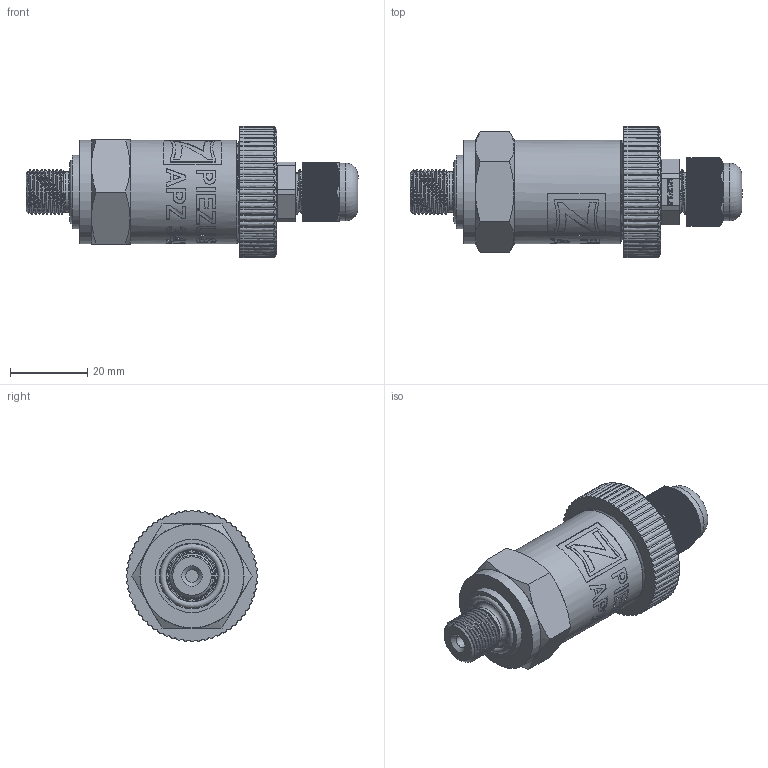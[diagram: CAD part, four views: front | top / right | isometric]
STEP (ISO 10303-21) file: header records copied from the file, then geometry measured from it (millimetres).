
FILE_DESCRIPTION(/* description */ (''),/* implementation_level */ '2;1');
FILE_NAME(/* name */ 'APZ3421_M12x1DIN_CableGland.step',/* time_stamp */ '2021-06-23T14:49:16+03:00',/* author */ (''),/* organization */ (''),/* preprocessor_version */ 'ST-DEVELOPER v18.1',/* originating_system */ 'Autodesk Translation Framework v10.9.0.1377',/* authorisation */ '');
FILE_SCHEMA (('AUTOMOTIVE_DESIGN { 1 0 10303 214 3 1 1 }'));
Products named in the file (8): APZ3421_M12x1DIN_CableGland; M12x1 DIN; OMAL nut M27x1.5 v8; Ш100.000.001 v4; M12x1.5 Cable gland v4; Cable gland; Rubber gasket; M12 Domed nut
Assembly tree (7 placements, depth 3):
  APZ3421_M12x1DIN_CableGland
    M12x1 DIN
    OMAL nut M27x1.5 v8
    Ш100.000.001 v4
    M12x1.5 Cable gland v4
      Cable gland
      Rubber gasket
      M12 Domed nut
Bounding box: 86.16 x 34 x 34 mm (x, y, z)
Volume: 37368.5 mm3; surface area: 16704.7 mm2
Topology: 7 solids, 7 shells, 2687 faces, 7852 edges, 5225 vertices
Faces by surface type: plane 1483, cylinder 784, bspline 384, cone 27, torus 8, sphere 1
Full cylindrical faces by diameter (mm): 1 x6, 3.3 x1, 7.5 x1, 8 x1, 9.976 x5, 10 x6, 10.376 x4, 10.5 x1, 10.526 x3, 10.741 x9, 11.6 x4, 11.884 x8, 12 x5, 12.203 x3, 12.6 x1, 13.5 x1, 15 x1, 16.7 x1, 17 x1, 19 x1, 21.4 x2, 22.3 x1, 22.4 x1, 24.5 x1, 25.132 x4, 25.526 x4, 26.85 x5, 27.208 x5
Entity records: 126597 total; most frequent: CARTESIAN_POINT 57400, ORIENTED_EDGE 15704, DIRECTION 12853, EDGE_CURVE 7852, VERTEX_POINT 5225, LINE 4461, VECTOR 4461, AXIS2_PLACEMENT_3D 4196
